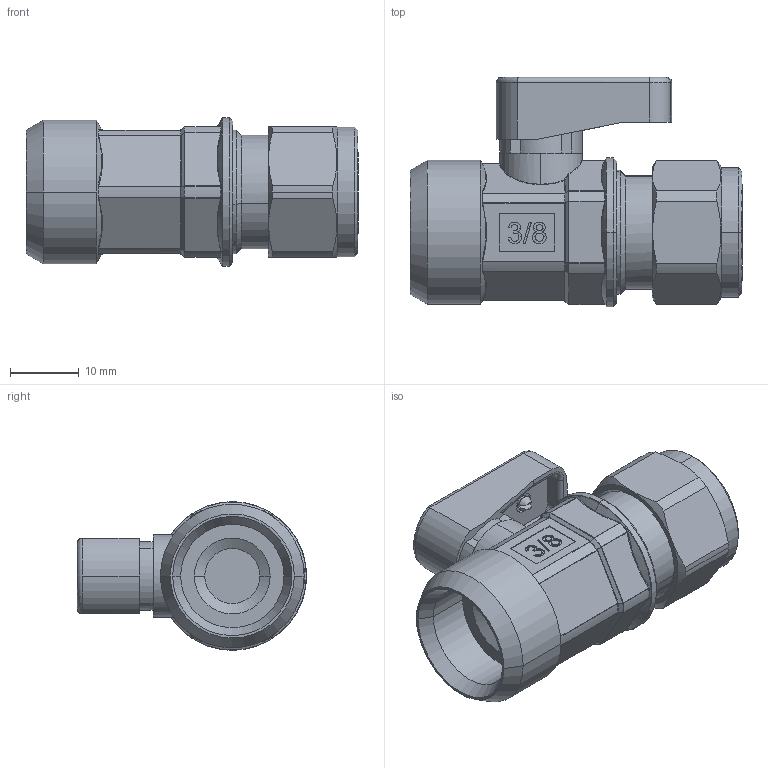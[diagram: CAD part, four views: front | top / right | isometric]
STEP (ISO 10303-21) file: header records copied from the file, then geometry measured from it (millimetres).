
FILE_DESCRIPTION (( 'STEP AP214' ), '1' );
FILE_NAME ('0644000011.step', '2012-10-02T16:33:07', ( '' ), ( '' ), 'SwSTEP 2.0', 'SolidWorks 2012', '' );
FILE_SCHEMA (( 'AUTOMOTIVE_DESIGN' ));
Length unit declared in the file: millimetre
Products named in the file (1): 0644000011
Bounding box: 48.2 x 33.3 x 21.6 mm (x, y, z)
Volume: 14703.4 mm3; surface area: 5933.2 mm2
Topology: 8 solids, 17 shells, 1030 faces, 2593 edges, 1624 vertices
Faces by surface type: plane 409, bspline 369, cylinder 138, torus 53, cone 39, sphere 22
Entity records: 45800 total; most frequent: CARTESIAN_POINT 23826, ORIENTED_EDGE 5134, DIRECTION 3490, EDGE_CURVE 2567, VERTEX_POINT 1624, VECTOR 1284, LINE 1284, AXIS2_PLACEMENT_3D 1103
